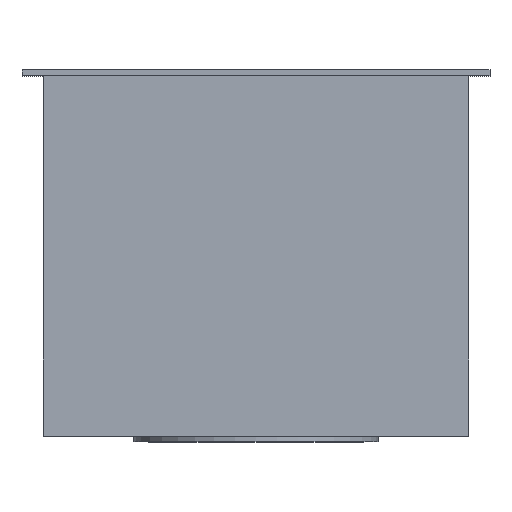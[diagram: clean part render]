
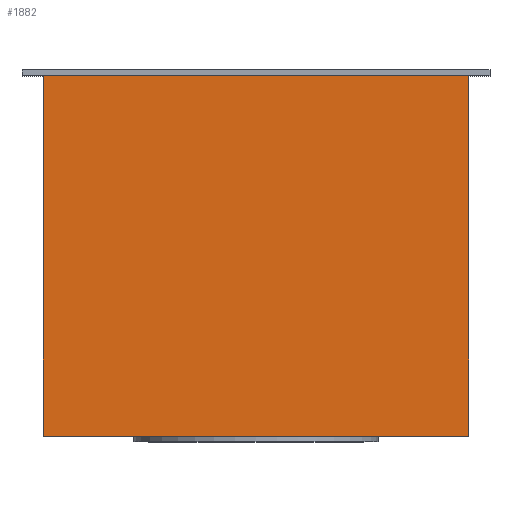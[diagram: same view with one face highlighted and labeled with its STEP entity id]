
A CAD part, top view. The second image highlights one B-rep face of the part: STEP entity #1882.
In plain terms, the highlighted face is planar.
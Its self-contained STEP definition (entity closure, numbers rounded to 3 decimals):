
#218 = ORIENTED_EDGE ( 'NONE', *, *, #2029, .F. ) ;
#269 = CARTESIAN_POINT ( 'NONE',  ( 78.5, 78.5, 133. ) ) ;
#319 = VERTEX_POINT ( 'NONE', #1473 ) ;
#328 = DIRECTION ( 'NONE',  ( -1., 0., 0. ) ) ;
#399 = EDGE_CURVE ( 'NONE', #3388, #1372, #550, .T. ) ;
#408 = EDGE_LOOP ( 'NONE', ( #2414, #218, #1752, #1843 ) ) ;
#449 = PLANE ( 'NONE',  #2786 ) ;
#461 = DIRECTION ( 'NONE',  ( -1., 0., 0. ) ) ;
#550 = LINE ( 'NONE', #2401, #1276 ) ;
#622 = CARTESIAN_POINT ( 'NONE',  ( 78.5, 78.5, 0. ) ) ;
#962 = FACE_OUTER_BOUND ( 'NONE', #408, .T. ) ;
#1221 = LINE ( 'NONE', #2369, #2098 ) ;
#1276 = VECTOR ( 'NONE', #3461, 1000. ) ;
#1372 = VERTEX_POINT ( 'NONE', #1580 ) ;
#1391 = EDGE_CURVE ( 'NONE', #319, #3388, #1221, .T. ) ;
#1473 = CARTESIAN_POINT ( 'NONE',  ( 78.5, 78.5, 0. ) ) ;
#1524 = CARTESIAN_POINT ( 'NONE',  ( 78.5, 78.5, 0. ) ) ;
#1580 = CARTESIAN_POINT ( 'NONE',  ( -78.5, 78.5, 133. ) ) ;
#1671 = LINE ( 'NONE', #1688, #3127 ) ;
#1678 = DIRECTION ( 'NONE',  ( 0., 0., 1. ) ) ;
#1688 = CARTESIAN_POINT ( 'NONE',  ( 78.5, 78.5, 133. ) ) ;
#1752 = ORIENTED_EDGE ( 'NONE', *, *, #1391, .T. ) ;
#1763 = VECTOR ( 'NONE', #1678, 1000. ) ;
#1843 = ORIENTED_EDGE ( 'NONE', *, *, #399, .T. ) ;
#1882 = ADVANCED_FACE ( 'NONE', ( #962 ), #449, .T. ) ;
#2029 = EDGE_CURVE ( 'NONE', #319, #2736, #2704, .T. ) ;
#2038 = DIRECTION ( 'NONE',  ( -1., 0., 0. ) ) ;
#2098 = VECTOR ( 'NONE', #461, 1000. ) ;
#2189 = CARTESIAN_POINT ( 'NONE',  ( -78.5, 78.5, 0. ) ) ;
#2327 = DIRECTION ( 'NONE',  ( 0., 1., 0. ) ) ;
#2333 = EDGE_CURVE ( 'NONE', #2736, #1372, #1671, .T. ) ;
#2369 = CARTESIAN_POINT ( 'NONE',  ( 78.5, 78.5, 0. ) ) ;
#2401 = CARTESIAN_POINT ( 'NONE',  ( -78.5, 78.5, 0. ) ) ;
#2414 = ORIENTED_EDGE ( 'NONE', *, *, #2333, .F. ) ;
#2704 = LINE ( 'NONE', #622, #1763 ) ;
#2736 = VERTEX_POINT ( 'NONE', #269 ) ;
#2786 = AXIS2_PLACEMENT_3D ( 'NONE', #1524, #2327, #2038 ) ;
#3127 = VECTOR ( 'NONE', #328, 1000. ) ;
#3388 = VERTEX_POINT ( 'NONE', #2189 ) ;
#3461 = DIRECTION ( 'NONE',  ( 0., 0., 1. ) ) ;
